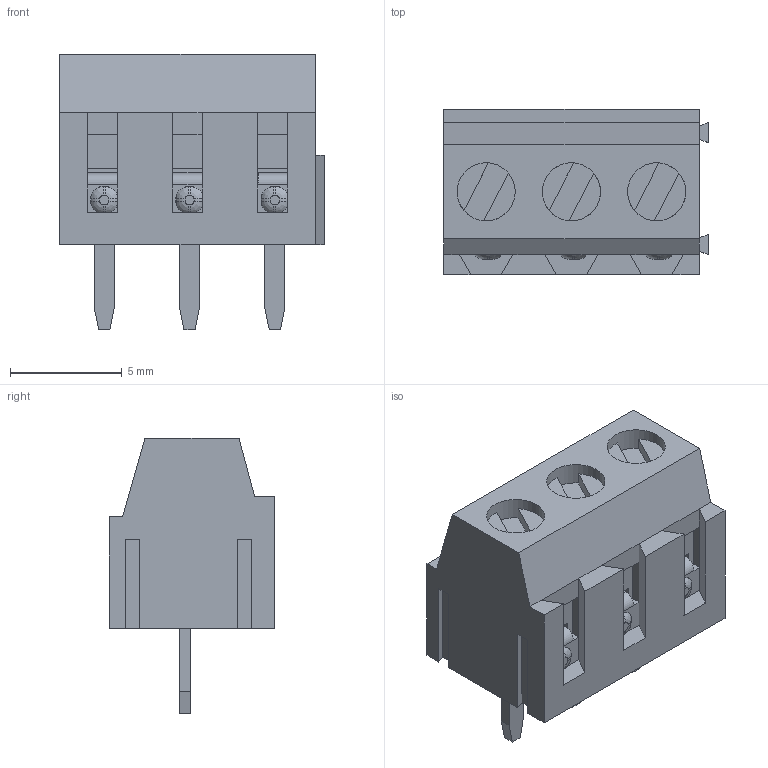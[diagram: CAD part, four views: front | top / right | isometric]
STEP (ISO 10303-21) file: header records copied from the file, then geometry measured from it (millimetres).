
FILE_DESCRIPTION( ( 'Unknown' ), '1' );
FILE_NAME( '691214310003.stp', 'Unknown', ( 'Quentin LAIDEBEUR' ), ( 'WE' ), 'PSStep 15.0.49', 'Sample-box', ' ' );
FILE_SCHEMA( ( 'AUTOMOTIVE_DESIGN { 1 0 10303 214 1 1 1 1 }' ) );
Length unit declared in the file: millimetre
Products named in the file (5): Assem1; 691214310003; 6912143100xx_MASS; 6912143100xx_VIS; 6912143100xx_PIN
Assembly tree (10 placements, depth 2):
  Assem1
    691214310003
    6912143100xx_MASS  x3
    6912143100xx_VIS  x3
    6912143100xx_PIN  x3
Bounding box: 11.83 x 7.4 x 12.3 mm (x, y, z)
Volume: 439.5 mm3; surface area: 1399.7 mm2
Topology: 10 solids, 10 shells, 380 faces, 969 edges, 618 vertices
Faces by surface type: plane 251, cylinder 81, bspline 24, torus 24
Full cylindrical faces by diameter (mm): 1.597 x3, 1.6 x3, 2.3 x3, 2.6 x6
Entity records: 7966 total; most frequent: CARTESIAN_POINT 1189, ORIENTED_EDGE 1038, DIRECTION 1022, EDGE_CURVE 519, LINE 430, VECTOR 430, VERTEX_POINT 335, AXIS2_PLACEMENT_3D 296
